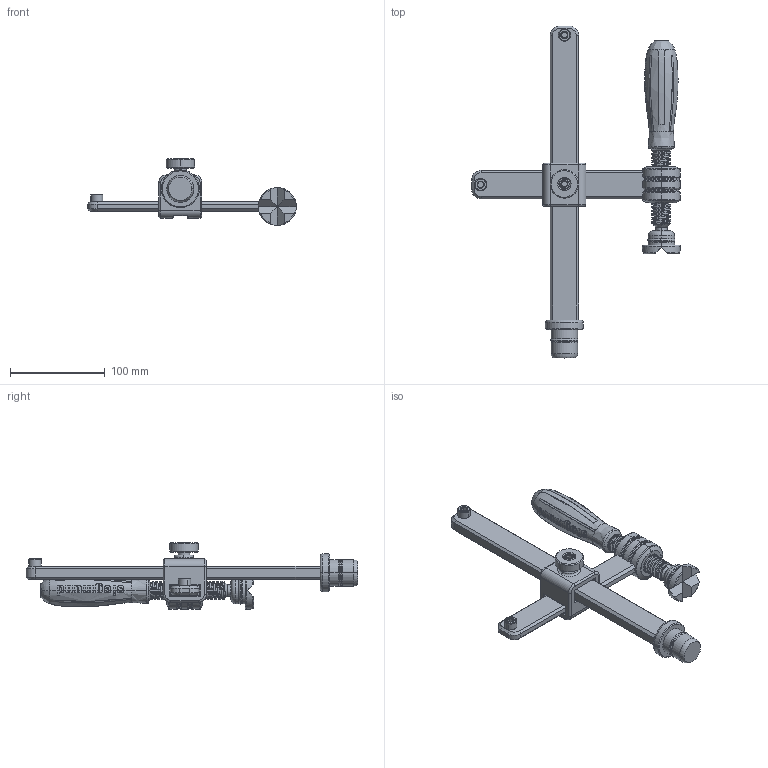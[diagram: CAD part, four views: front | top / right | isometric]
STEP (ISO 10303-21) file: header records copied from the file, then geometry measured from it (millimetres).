
FILE_DESCRIPTION (( 'STEP AP203' ), '1' );
FILE_NAME ('280610.step', '2014-08-11T20:10:07', ( 'User' ), ( '' ), 'SwSTEP 2.0', 'SolidWorks 2014', '' );
FILE_SCHEMA (( 'CONFIG_CONTROL_DESIGN' ));
Length unit declared in the file: millimetre
Products named in the file (21): Spengring^280657.1_Prisma_Foto_280610; 280618_Gewindebuchse Tr20x4^280618 Gewindespindel Tr20x4_Foto_280610_Detailliert; 280657.1_Prisma_Foto^280610_Detailliert; O-Ringe^280618 Gewindespindel Tr20x4_Foto_280610; 280632_Vertikalstrebe^280632 Vertikalstrebe_Foto_280610_Detailliert; 280634 Tr20x4_100_Foto^280634 Tr20x4_100_Foto_280610_Detailliert; 280618 Gewindespindel Tr20x4_Foto^280610_Detailliert; O-Ring^280632 Vertikalstrebe_Foto_280610; 289104_Griff mit Logo_Foto_Detailliert; Kopf^280662 Handrad_Foto_280610_Detailliert; Zylinderschraube M8x10_DIN 912_Foto_Detailliert; 280634 Tr20x4_100_Foto^280610_Detailliert; Gewindestift^280662 Handrad_Foto_280610_Detailliert; 280632 Vertikalstrebe_Foto^280610_Detailliert; 280610; 280662 Handrad_Foto^280610_Detailliert; 280617_GK_Fl30x14_Foto^280610_Detailliert; 280657.1_Prisma^280657.1_Prisma_Foto_280610_Detailliert; 280631_V2013_Horiz Strebe^280631_V2013_ Hor. Strebe_Foto_280610_Detailliert; O-Ring^280657.1_Prisma_Foto_280610; 280631_V2013_ Hor. Strebe_Foto^280610_Detailliert
Assembly tree (21 placements, depth 3):
  280610
    280632 Vertikalstrebe_Foto^280610_Detailliert
      280632_Vertikalstrebe^280632 Vertikalstrebe_Foto_280610_Detailliert
      O-Ring^280632 Vertikalstrebe_Foto_280610
      Zylinderschraube M8x10_DIN 912_Foto_Detailliert
    280617_GK_Fl30x14_Foto^280610_Detailliert
    280631_V2013_ Hor. Strebe_Foto^280610_Detailliert
      280631_V2013_Horiz Strebe^280631_V2013_ Hor. Strebe_Foto_280610_Detailliert
      Zylinderschraube M8x10_DIN 912_Foto_Detailliert
    280618 Gewindespindel Tr20x4_Foto^280610_Detailliert
      280618_Gewindebuchse Tr20x4^280618 Gewindespindel Tr20x4_Foto_280610_Detailliert
      O-Ringe^280618 Gewindespindel Tr20x4_Foto_280610
    280662 Handrad_Foto^280610_Detailliert
      Kopf^280662 Handrad_Foto_280610_Detailliert
      Gewindestift^280662 Handrad_Foto_280610_Detailliert
    280657.1_Prisma_Foto^280610_Detailliert
      280657.1_Prisma^280657.1_Prisma_Foto_280610_Detailliert
      O-Ring^280657.1_Prisma_Foto_280610
      Spengring^280657.1_Prisma_Foto_280610
    280634 Tr20x4_100_Foto^280610_Detailliert
      280634 Tr20x4_100_Foto^280634 Tr20x4_100_Foto_280610_Detailliert
      289104_Griff mit Logo_Foto_Detailliert
Bounding box: 220 x 350 x 70.6 mm (x, y, z)
Volume: 422625.4 mm3; surface area: 138317.4 mm2
Topology: 17 solids, 17 shells, 1438 faces, 4018 edges, 2592 vertices
Faces by surface type: bspline 512, plane 434, cylinder 283, torus 126, cone 79, sphere 4
Entity records: 65789 total; most frequent: CARTESIAN_POINT 31234, ORIENTED_EDGE 7926, DIRECTION 5202, EDGE_CURVE 3963, VERTEX_POINT 2559, AXIS2_PLACEMENT_3D 1982, B_SPLINE_CURVE_WITH_KNOTS 1490, EDGE_LOOP 1462
